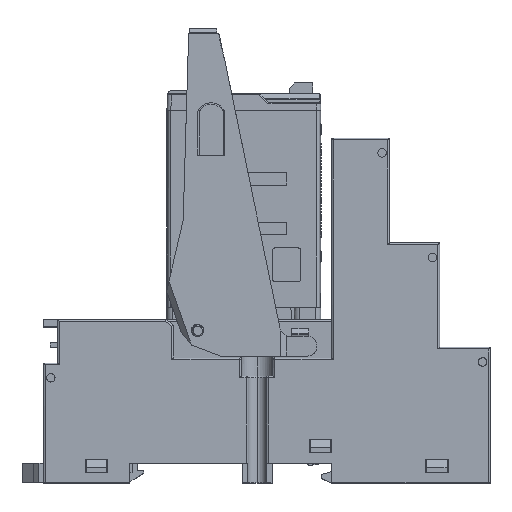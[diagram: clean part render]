
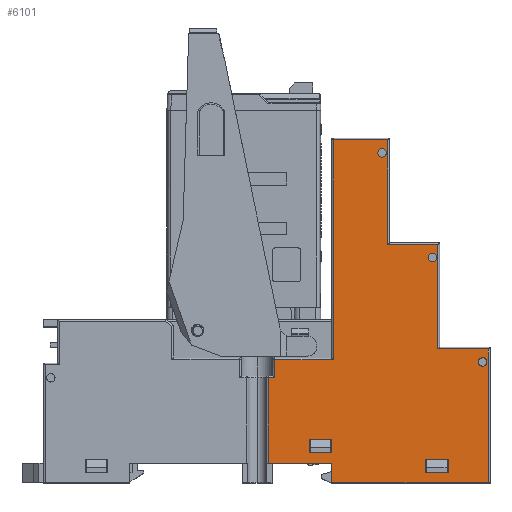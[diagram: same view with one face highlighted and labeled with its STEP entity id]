
A CAD part, top view. The second image highlights one B-rep face of the part: STEP entity #6101.
In plain terms, the highlighted planar face has unit normal (0, 0, 1).
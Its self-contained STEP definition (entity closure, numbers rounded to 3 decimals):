
#6101=ADVANCED_FACE('',(#19119,#19120,#19121,#19122,#19123,#19124),#19125,.T.);
#19119=FACE_OUTER_BOUND('',#34130,.T.);
#19120=FACE_BOUND('',#34131,.T.);
#19121=FACE_BOUND('',#34132,.T.);
#19122=FACE_BOUND('',#34133,.T.);
#19123=FACE_BOUND('',#34134,.T.);
#19124=FACE_BOUND('',#34135,.T.);
#19125=PLANE('',#34136);
#34130=EDGE_LOOP('',(#85577,#85578,#85579,#85580,#85581,#85582,#85583,#85584,#85585,#85586,#85587,#85588,#85589,#85590));
#34131=EDGE_LOOP('',(#85591,#85592,#85593,#85594));
#34132=EDGE_LOOP('',(#85595,#85596));
#34133=EDGE_LOOP('',(#85597,#85598));
#34134=EDGE_LOOP('',(#85599,#85600));
#34135=EDGE_LOOP('',(#85601,#85602,#85603,#85604));
#34136=AXIS2_PLACEMENT_3D('',#85605,#85606,#85607);
#85577=ORIENTED_EDGE('',*,*,#106334,.T.);
#85578=ORIENTED_EDGE('',*,*,#106332,.T.);
#85579=ORIENTED_EDGE('',*,*,#106330,.T.);
#85580=ORIENTED_EDGE('',*,*,#106328,.T.);
#85581=ORIENTED_EDGE('',*,*,#106326,.T.);
#85582=ORIENTED_EDGE('',*,*,#106324,.T.);
#85583=ORIENTED_EDGE('',*,*,#106323,.T.);
#85584=ORIENTED_EDGE('',*,*,#106321,.T.);
#85585=ORIENTED_EDGE('',*,*,#106320,.T.);
#85586=ORIENTED_EDGE('',*,*,#106318,.T.);
#85587=ORIENTED_EDGE('',*,*,#107665,.T.);
#85588=ORIENTED_EDGE('',*,*,#107666,.F.);
#85589=ORIENTED_EDGE('',*,*,#107667,.F.);
#85590=ORIENTED_EDGE('',*,*,#106479,.F.);
#85591=ORIENTED_EDGE('',*,*,#106317,.T.);
#85592=ORIENTED_EDGE('',*,*,#106313,.T.);
#85593=ORIENTED_EDGE('',*,*,#106311,.T.);
#85594=ORIENTED_EDGE('',*,*,#106309,.T.);
#85595=ORIENTED_EDGE('',*,*,#106307,.F.);
#85596=ORIENTED_EDGE('',*,*,#106305,.F.);
#85597=ORIENTED_EDGE('',*,*,#106303,.F.);
#85598=ORIENTED_EDGE('',*,*,#106301,.F.);
#85599=ORIENTED_EDGE('',*,*,#106299,.F.);
#85600=ORIENTED_EDGE('',*,*,#106297,.F.);
#85601=ORIENTED_EDGE('',*,*,#106295,.T.);
#85602=ORIENTED_EDGE('',*,*,#106293,.T.);
#85603=ORIENTED_EDGE('',*,*,#106291,.T.);
#85604=ORIENTED_EDGE('',*,*,#106289,.T.);
#85605=CARTESIAN_POINT('',(-34.316,59.592,13.4));
#85606=DIRECTION('',(0.0,0.0,1.0));
#85607=DIRECTION('',(1.0,-0.0,0.0));
#106289=EDGE_CURVE('',#134179,#134177,#134180,.T.);
#106291=EDGE_CURVE('',#134182,#134179,#134183,.T.);
#106293=EDGE_CURVE('',#134185,#134182,#134186,.T.);
#106295=EDGE_CURVE('',#134177,#134185,#134188,.T.);
#106297=EDGE_CURVE('',#134189,#134191,#134192,.T.);
#106299=EDGE_CURVE('',#134191,#134189,#134194,.T.);
#106301=EDGE_CURVE('',#134195,#134197,#134198,.T.);
#106303=EDGE_CURVE('',#134197,#134195,#134200,.T.);
#106305=EDGE_CURVE('',#134201,#134203,#134204,.T.);
#106307=EDGE_CURVE('',#134203,#134201,#134206,.T.);
#106309=EDGE_CURVE('',#134209,#134207,#134210,.T.);
#106311=EDGE_CURVE('',#134212,#134209,#134213,.T.);
#106313=EDGE_CURVE('',#134215,#134212,#134216,.T.);
#106317=EDGE_CURVE('',#134207,#134215,#134221,.T.);
#106318=EDGE_CURVE('',#134222,#134174,#134223,.T.);
#106320=EDGE_CURVE('',#130774,#134222,#134225,.T.);
#106321=EDGE_CURVE('',#134226,#130774,#134227,.T.);
#106323=EDGE_CURVE('',#130780,#134226,#134229,.T.);
#106324=EDGE_CURVE('',#134230,#130780,#134231,.T.);
#106326=EDGE_CURVE('',#134233,#134230,#134234,.T.);
#106328=EDGE_CURVE('',#134236,#134233,#134237,.T.);
#106330=EDGE_CURVE('',#134239,#134236,#134240,.T.);
#106332=EDGE_CURVE('',#134242,#134239,#134243,.T.);
#106334=EDGE_CURVE('',#134245,#134242,#134246,.T.);
#106479=EDGE_CURVE('',#134245,#134465,#134466,.T.);
#107665=EDGE_CURVE('',#134174,#136366,#136368,.T.);
#107666=EDGE_CURVE('',#136369,#136366,#136370,.T.);
#107667=EDGE_CURVE('',#134465,#136369,#136371,.T.);
#130774=VERTEX_POINT('',#186042);
#130780=VERTEX_POINT('',#186050);
#134174=VERTEX_POINT('',#191699);
#134177=VERTEX_POINT('',#191702);
#134179=VERTEX_POINT('',#191705);
#134180=LINE('',#191706,#191707);
#134182=VERTEX_POINT('',#191710);
#134183=LINE('',#191711,#191712);
#134185=VERTEX_POINT('',#191715);
#134186=LINE('',#191716,#191717);
#134188=LINE('',#191720,#191721);
#134189=VERTEX_POINT('',#191722);
#134191=VERTEX_POINT('',#191725);
#134192=CIRCLE('',#191726,0.75);
#134194=CIRCLE('',#191729,0.75);
#134195=VERTEX_POINT('',#191730);
#134197=VERTEX_POINT('',#191733);
#134198=CIRCLE('',#191734,0.75);
#134200=CIRCLE('',#191737,0.75);
#134201=VERTEX_POINT('',#191738);
#134203=VERTEX_POINT('',#191741);
#134204=CIRCLE('',#191742,0.75);
#134206=CIRCLE('',#191745,0.75);
#134207=VERTEX_POINT('',#191746);
#134209=VERTEX_POINT('',#191749);
#134210=LINE('',#191750,#191751);
#134212=VERTEX_POINT('',#191754);
#134213=LINE('',#191755,#191756);
#134215=VERTEX_POINT('',#191759);
#134216=LINE('',#191760,#191761);
#134221=LINE('',#191769,#191770);
#134222=VERTEX_POINT('',#191771);
#134223=LINE('',#191772,#191773);
#134225=LINE('',#191796,#191797);
#134226=VERTEX_POINT('',#191798);
#134227=LINE('',#191799,#191800);
#134229=LINE('',#191823,#191824);
#134230=VERTEX_POINT('',#191825);
#134231=LINE('',#191826,#191827);
#134233=VERTEX_POINT('',#191850);
#134234=LINE('',#191851,#191852);
#134236=VERTEX_POINT('',#191875);
#134237=LINE('',#191876,#191877);
#134239=VERTEX_POINT('',#191900);
#134240=LINE('',#191901,#191902);
#134242=VERTEX_POINT('',#191925);
#134243=LINE('',#191926,#191927);
#134245=VERTEX_POINT('',#191950);
#134246=LINE('',#191951,#191952);
#134465=VERTEX_POINT('',#192305);
#134466=LINE('',#192306,#192307);
#136366=VERTEX_POINT('',#195611);
#136368=LINE('',#195613,#195614);
#136369=VERTEX_POINT('',#195615);
#136370=LINE('',#195616,#195617);
#136371=LINE('',#195618,#195619);
#186042=CARTESIAN_POINT('',(-34.016,20.392,13.4));
#186050=CARTESIAN_POINT('',(-23.616,59.292,13.4));
#191699=CARTESIAN_POINT('',(-35.166,17.192,13.4));
#191702=CARTESIAN_POINT('',(-7.316,2.792,13.4));
#191705=CARTESIAN_POINT('',(-7.316,0.392,13.4));
#191706=CARTESIAN_POINT('',(-7.316,0.392,13.4));
#191707=VECTOR('',#220238,2.4);
#191710=CARTESIAN_POINT('',(-3.316,0.392,13.4));
#191711=CARTESIAN_POINT('',(-3.316,0.392,13.4));
#191712=VECTOR('',#220240,4.0);
#191715=CARTESIAN_POINT('',(-3.316,2.792,13.4));
#191716=CARTESIAN_POINT('',(-3.316,2.792,13.4));
#191717=VECTOR('',#220242,2.4);
#191720=CARTESIAN_POINT('',(-7.316,2.792,13.4));
#191721=VECTOR('',#220244,4.0);
#191722=CARTESIAN_POINT('',(3.534,19.992,13.4));
#191725=CARTESIAN_POINT('',(2.034,19.992,13.4));
#191726=AXIS2_PLACEMENT_3D('',#220246,#220247,#220248);
#191729=AXIS2_PLACEMENT_3D('',#220250,#220251,#220252);
#191730=CARTESIAN_POINT('',(-14.266,56.992,13.4));
#191733=CARTESIAN_POINT('',(-15.766,56.992,13.4));
#191734=AXIS2_PLACEMENT_3D('',#220254,#220255,#220256);
#191737=AXIS2_PLACEMENT_3D('',#220258,#220259,#220260);
#191738=CARTESIAN_POINT('',(-5.366,38.492,13.4));
#191741=CARTESIAN_POINT('',(-6.866,38.492,13.4));
#191742=AXIS2_PLACEMENT_3D('',#220262,#220263,#220264);
#191745=AXIS2_PLACEMENT_3D('',#220266,#220267,#220268);
#191746=CARTESIAN_POINT('',(-27.916,6.292,13.4));
#191749=CARTESIAN_POINT('',(-27.916,3.892,13.4));
#191750=CARTESIAN_POINT('',(-27.916,3.892,13.4));
#191751=VECTOR('',#220270,2.4);
#191754=CARTESIAN_POINT('',(-23.916,3.892,13.4));
#191755=CARTESIAN_POINT('',(-23.916,3.892,13.4));
#191756=VECTOR('',#220272,4.0);
#191759=CARTESIAN_POINT('',(-23.916,6.292,13.4));
#191760=CARTESIAN_POINT('',(-23.916,6.292,13.4));
#191761=VECTOR('',#220274,2.4);
#191769=CARTESIAN_POINT('',(-27.916,6.292,13.4));
#191770=VECTOR('',#220278,4.0);
#191771=CARTESIAN_POINT('',(-34.016,17.192,13.4));
#191772=CARTESIAN_POINT('',(-34.016,17.192,13.4));
#191773=VECTOR('',#220279,1.15);
#191796=CARTESIAN_POINT('',(-34.016,20.392,13.4));
#191797=VECTOR('',#220280,3.2);
#191798=CARTESIAN_POINT('',(-23.616,20.392,13.4));
#191799=CARTESIAN_POINT('',(-23.616,20.392,13.4));
#191800=VECTOR('',#220281,10.4);
#191823=CARTESIAN_POINT('',(-23.616,59.292,13.4));
#191824=VECTOR('',#220282,38.9);
#191825=CARTESIAN_POINT('',(-14.016,59.292,13.4));
#191826=CARTESIAN_POINT('',(-14.016,59.292,13.4));
#191827=VECTOR('',#220283,9.6);
#191850=CARTESIAN_POINT('',(-14.016,40.792,13.4));
#191851=CARTESIAN_POINT('',(-14.016,40.792,13.4));
#191852=VECTOR('',#220284,18.5);
#191875=CARTESIAN_POINT('',(-5.116,40.792,13.4));
#191876=CARTESIAN_POINT('',(-5.116,40.792,13.4));
#191877=VECTOR('',#220285,8.9);
#191900=CARTESIAN_POINT('',(-5.116,22.292,13.4));
#191901=CARTESIAN_POINT('',(-5.116,22.292,13.4));
#191902=VECTOR('',#220286,18.5);
#191925=CARTESIAN_POINT('',(3.784,22.292,13.4));
#191926=CARTESIAN_POINT('',(3.784,22.292,13.4));
#191927=VECTOR('',#220287,8.9);
#191950=CARTESIAN_POINT('',(3.784,-1.408,13.4));
#191951=CARTESIAN_POINT('',(3.784,-1.408,13.4));
#191952=VECTOR('',#220288,23.7);
#192305=CARTESIAN_POINT('',(-23.916,-1.408,13.4));
#192306=CARTESIAN_POINT('',(3.784,-1.408,13.4));
#192307=VECTOR('',#220453,27.7);
#195611=CARTESIAN_POINT('',(-35.166,2.092,13.4));
#195613=CARTESIAN_POINT('',(-35.166,17.192,13.4));
#195614=VECTOR('',#221931,15.1);
#195615=CARTESIAN_POINT('',(-23.916,2.092,13.4));
#195616=CARTESIAN_POINT('',(-23.916,2.092,13.4));
#195617=VECTOR('',#221932,11.25);
#195618=CARTESIAN_POINT('',(-23.916,-1.408,13.4));
#195619=VECTOR('',#221933,3.5);
#220238=DIRECTION('',(0.0,1.0,0.0));
#220240=DIRECTION('',(-1.0,0.0,0.0));
#220242=DIRECTION('',(0.0,-1.0,0.0));
#220244=DIRECTION('',(1.0,0.0,0.0));
#220246=CARTESIAN_POINT('',(2.784,19.992,13.4));
#220247=DIRECTION('',(0.0,0.0,1.0));
#220248=DIRECTION('',(1.0,0.0,0.0));
#220250=CARTESIAN_POINT('',(2.784,19.992,13.4));
#220251=DIRECTION('',(0.0,0.0,1.0));
#220252=DIRECTION('',(-1.0,0.0,0.0));
#220254=CARTESIAN_POINT('',(-15.016,56.992,13.4));
#220255=DIRECTION('',(0.0,0.0,1.0));
#220256=DIRECTION('',(1.0,0.0,0.0));
#220258=CARTESIAN_POINT('',(-15.016,56.992,13.4));
#220259=DIRECTION('',(0.0,0.0,1.0));
#220260=DIRECTION('',(-1.0,0.0,0.0));
#220262=CARTESIAN_POINT('',(-6.116,38.492,13.4));
#220263=DIRECTION('',(0.0,0.0,1.0));
#220264=DIRECTION('',(1.0,0.0,0.0));
#220266=CARTESIAN_POINT('',(-6.116,38.492,13.4));
#220267=DIRECTION('',(0.0,0.0,1.0));
#220268=DIRECTION('',(-1.0,0.0,0.0));
#220270=DIRECTION('',(0.0,1.0,0.0));
#220272=DIRECTION('',(-1.0,0.0,0.0));
#220274=DIRECTION('',(0.0,-1.0,0.0));
#220278=DIRECTION('',(1.0,0.0,0.0));
#220279=DIRECTION('',(-1.0,0.0,0.0));
#220280=DIRECTION('',(0.0,-1.0,0.0));
#220281=DIRECTION('',(-1.0,0.0,0.0));
#220282=DIRECTION('',(0.0,-1.0,0.0));
#220283=DIRECTION('',(-1.0,0.0,0.0));
#220284=DIRECTION('',(0.0,1.0,0.0));
#220285=DIRECTION('',(-1.0,0.0,0.0));
#220286=DIRECTION('',(0.0,1.0,0.0));
#220287=DIRECTION('',(-1.0,0.0,0.0));
#220288=DIRECTION('',(0.0,1.0,0.0));
#220453=DIRECTION('',(-1.0,0.0,0.0));
#221931=DIRECTION('',(0.0,-1.0,0.0));
#221932=DIRECTION('',(-1.0,0.0,0.0));
#221933=DIRECTION('',(0.0,1.0,0.0));
